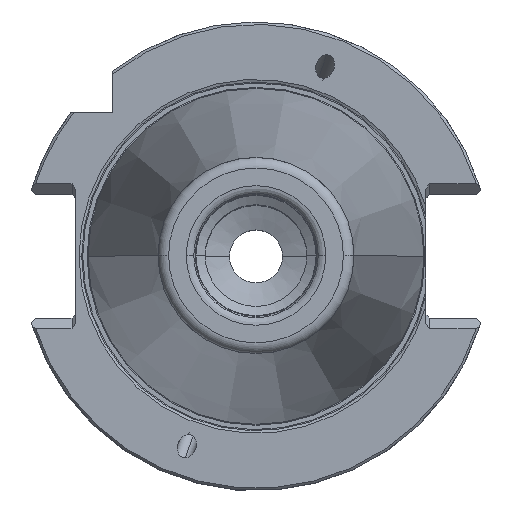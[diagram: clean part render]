
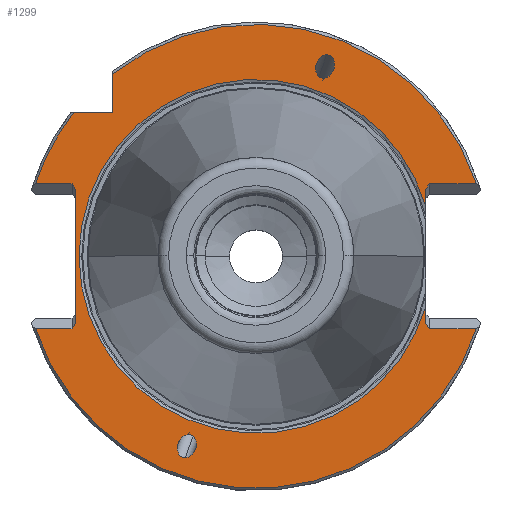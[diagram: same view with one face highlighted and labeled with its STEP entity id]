
A CAD part, top view. The second image highlights one B-rep face of the part: STEP entity #1299.
In plain terms, the highlighted planar face has unit normal (0, 0, 1).
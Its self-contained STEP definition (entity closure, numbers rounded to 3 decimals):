
#945=VERTEX_POINT('NONE',#2708);
#957=VERTEX_POINT('NONE',#2721);
#1113=EDGE_CURVE('NONE',#945,#1173,#2891,.T.);
#1123=EDGE_CURVE('NONE',#1779,#1249,#2903,.T.);
#1125=EDGE_CURVE('NONE',#2023,#945,#2905,.T.);
#1131=EDGE_CURVE('NONE',#2383,#957,#2912,.T.);
#1147=VERTEX_POINT('NONE',#2931);
#1159=EDGE_CURVE('NONE',#2099,#1423,#2943,.T.);
#1173=VERTEX_POINT('NONE',#2959);
#1175=EDGE_CURVE('NONE',#1833,#1771,#2961,.T.);
#1227=EDGE_CURVE('NONE',#1833,#1469,#3017,.T.);
#1249=VERTEX_POINT('NONE',#3041);
#1285=EDGE_CURVE('NONE',#1579,#1771,#3082,.T.);
#1299=ADVANCED_FACE('NONE',(#3098,#3099,#3100),#3101,.F.);
#1381=VERTEX_POINT('NONE',#3197);
#1423=VERTEX_POINT('NONE',#3243);
#1445=EDGE_CURVE('NONE',#1147,#1745,#3268,.T.);
#1469=VERTEX_POINT('NONE',#3298);
#1537=VERTEX_POINT('NONE',#3377);
#1577=EDGE_CURVE('NONE',#1537,#1381,#3422,.T.);
#1579=VERTEX_POINT('NONE',#3424);
#1685=EDGE_CURVE('NONE',#1147,#1423,#3542,.T.);
#1717=EDGE_CURVE('NONE',#1381,#1469,#3581,.T.);
#1745=VERTEX_POINT('NONE',#3612);
#1771=VERTEX_POINT('NONE',#3641);
#1779=VERTEX_POINT('NONE',#3651);
#1783=VERTEX_POINT('NONE',#3655);
#1833=VERTEX_POINT('NONE',#3707);
#1847=EDGE_CURVE('NONE',#2089,#1783,#3721,.T.);
#1947=VERTEX_POINT('NONE',#3832);
#1999=EDGE_CURVE('NONE',#1745,#2383,#3888,.T.);
#2007=EDGE_CURVE('NONE',#1537,#2099,#3896,.T.);
#2023=VERTEX_POINT('NONE',#3913);
#2061=EDGE_CURVE('NONE',#2375,#2153,#3952,.T.);
#2083=EDGE_CURVE('NONE',#1947,#1173,#3975,.T.);
#2089=VERTEX_POINT('NONE',#3982);
#2099=VERTEX_POINT('NONE',#3992);
#2153=VERTEX_POINT('NONE',#4051);
#2175=EDGE_CURVE('NONE',#2153,#957,#4074,.T.);
#2205=EDGE_CURVE('NONE',#2375,#2023,#4106,.T.);
#2375=VERTEX_POINT('NONE',#4299);
#2383=VERTEX_POINT('NONE',#4309);
#2535=EDGE_CURVE('NONE',#1579,#1947,#4478,.T.);
#2605=EDGE_CURVE('NONE',#1249,#1779,#4556,.T.);
#2607=EDGE_CURVE('NONE',#1783,#2089,#4558,.T.);
#2708=CARTESIAN_POINT('',(36.05,-15.05,-1.5));
#2721=CARTESIAN_POINT('',(35.3,10.348,-1.5));
#2891=LINE('',#4946,#4947);
#2903=(B_SPLINE_CURVE(3,(#4963,#4964,#4965,#4966),.UNSPECIFIED.,.F.,.F.)B_SPLINE_CURVE_WITH_KNOTS((4,4),(0.272,3.414),.UNSPECIFIED.)RATIONAL_B_SPLINE_CURVE((1.0,0.333,0.333,1.0))BOUNDED_CURVE()REPRESENTATION_ITEM('')GEOMETRIC_REPRESENTATION_ITEM()CURVE());
#2905=LINE('',#4975,#4976);
#2912=LINE('',#4986,#4987);
#2931=CARTESIAN_POINT('',(45.816,15.05,-1.5));
#2943=LINE('',#5027,#5028);
#2959=CARTESIAN_POINT('',(45.816,-15.05,-1.5));
#2961=LINE('',#5051,#5052);
#3017=LINE('',#5125,#5126);
#3041=CARTESIAN_POINT('',(-14.027,-37.047,-1.5));
#3082=LINE('',#5221,#5222);
#3098=FACE_OUTER_BOUND('',#5280,.T.);
#3099=FACE_BOUND('',#5281,.T.);
#3100=FACE_BOUND('',#5282,.T.);
#3101=PLANE('',#5283);
#3197=CARTESIAN_POINT('',(-45.816,15.05,-1.5));
#3243=CARTESIAN_POINT('',(-29.85,37.876,-1.5));
#3268=LINE('',#5508,#5509);
#3298=CARTESIAN_POINT('',(-38.25,15.05,-1.5));
#3377=CARTESIAN_POINT('',(-37.876,29.85,-1.5));
#3422=CIRCLE('',#5733,48.225);
#3424=CARTESIAN_POINT('',(-38.25,-15.05,-1.5));
#3542=CIRCLE('',#5937,48.225);
#3581=LINE('',#5983,#5984);
#3612=CARTESIAN_POINT('',(36.05,15.05,-1.5));
#3641=CARTESIAN_POINT('',(-37.5,-13.989,-1.5));
#3651=CARTESIAN_POINT('',(-14.702,-41.887,-1.5));
#3655=CARTESIAN_POINT('',(14.027,37.047,-1.5));
#3707=CARTESIAN_POINT('',(-37.5,13.989,-1.5));
#3721=(B_SPLINE_CURVE(3,(#6259,#6260,#6261,#6262),.UNSPECIFIED.,.F.,.F.)B_SPLINE_CURVE_WITH_KNOTS((4,4),(0.272,3.414),.UNSPECIFIED.)RATIONAL_B_SPLINE_CURVE((1.0,0.333,0.333,1.0))BOUNDED_CURVE()REPRESENTATION_ITEM('')GEOMETRIC_REPRESENTATION_ITEM()CURVE());
#3832=CARTESIAN_POINT('',(-45.816,-15.05,-1.5));
#3888=LINE('',#6508,#6509);
#3896=LINE('',#6525,#6526);
#3913=CARTESIAN_POINT('',(35.3,-13.989,-1.5));
#3952=CIRCLE('',#6607,36.786);
#3975=CIRCLE('',#6654,48.225);
#3982=CARTESIAN_POINT('',(14.702,41.887,-1.5));
#3992=CARTESIAN_POINT('',(-29.85,29.85,-1.5));
#4051=CARTESIAN_POINT('',(-36.786,0.,-1.5));
#4074=CIRCLE('',#6826,36.786);
#4106=LINE('',#6888,#6889);
#4299=CARTESIAN_POINT('',(35.3,-10.348,-1.5));
#4309=CARTESIAN_POINT('',(35.3,13.989,-1.5));
#4478=LINE('',#7498,#7499);
#4556=(B_SPLINE_CURVE(3,(#7621,#7622,#7623,#7624),.UNSPECIFIED.,.F.,.F.)B_SPLINE_CURVE_WITH_KNOTS((4,4),(3.414,6.555),.UNSPECIFIED.)RATIONAL_B_SPLINE_CURVE((1.0,0.333,0.333,1.0))BOUNDED_CURVE()REPRESENTATION_ITEM('')GEOMETRIC_REPRESENTATION_ITEM()CURVE());
#4558=(B_SPLINE_CURVE(3,(#7634,#7635,#7636,#7637),.UNSPECIFIED.,.F.,.F.)B_SPLINE_CURVE_WITH_KNOTS((4,4),(3.414,6.555),.UNSPECIFIED.)RATIONAL_B_SPLINE_CURVE((1.0,0.333,0.333,1.0))BOUNDED_CURVE()REPRESENTATION_ITEM('')GEOMETRIC_REPRESENTATION_ITEM()CURVE());
#4946=CARTESIAN_POINT('',(62.5,-15.05,-1.5));
#4947=VECTOR('',#7977,1000.0);
#4963=CARTESIAN_POINT('',(-14.702,-41.887,-1.5));
#4964=CARTESIAN_POINT('',(-10.807,-41.887,-1.5));
#4965=CARTESIAN_POINT('',(-10.132,-37.047,-1.5));
#4966=CARTESIAN_POINT('',(-14.027,-37.047,-1.5));
#4975=CARTESIAN_POINT('',(35.013,-13.583,-1.5));
#4976=VECTOR('',#7989,1000.0);
#4986=CARTESIAN_POINT('',(35.3,0.,-1.5));
#4987=VECTOR('',#7999,1000.0);
#5027=CARTESIAN_POINT('',(-29.85,29.85,-1.5));
#5028=VECTOR('',#8043,1000.0);
#5051=CARTESIAN_POINT('',(-37.5,0.,-1.5));
#5052=VECTOR('',#8067,1000.0);
#5125=CARTESIAN_POINT('',(-29.995,3.376,-1.5));
#5126=VECTOR('',#8138,1000.0);
#5221=CARTESIAN_POINT('',(-29.995,-3.376,-1.5));
#5222=VECTOR('',#8210,1000.0);
#5280=EDGE_LOOP('',(#8227,#8228,#8229,#8230,#8231,#8232,#8233,#8234,#8235,#8236,#8237,#8238,#8239,#8240,#8241,#8242,#8243,#8244));
#5281=EDGE_LOOP('',(#8245,#8246));
#5282=EDGE_LOOP('',(#8247,#8248));
#5283=AXIS2_PLACEMENT_3D('',#8249,#8250,#8251);
#5508=CARTESIAN_POINT('',(62.5,15.05,-1.5));
#5509=VECTOR('',#8454,1000.0);
#5733=AXIS2_PLACEMENT_3D('',#8672,#8673,#8674);
#5937=AXIS2_PLACEMENT_3D('',#8825,#8826,#8827);
#5983=CARTESIAN_POINT('',(-63.9,15.05,-1.5));
#5984=VECTOR('',#8883,1000.0);
#6259=CARTESIAN_POINT('',(14.702,41.887,-1.5));
#6260=CARTESIAN_POINT('',(10.807,41.887,-1.5));
#6261=CARTESIAN_POINT('',(10.132,37.047,-1.5));
#6262=CARTESIAN_POINT('',(14.027,37.047,-1.5));
#6508=CARTESIAN_POINT('',(35.013,13.583,-1.5));
#6509=VECTOR('',#9224,1000.0);
#6525=CARTESIAN_POINT('',(-52.85,29.85,-1.5));
#6526=VECTOR('',#9228,1000.0);
#6607=AXIS2_PLACEMENT_3D('',#9266,#9267,#9268);
#6654=AXIS2_PLACEMENT_3D('',#9280,#9281,#9282);
#6826=AXIS2_PLACEMENT_3D('',#9381,#9382,#9383);
#6888=CARTESIAN_POINT('',(35.3,0.,-1.5));
#6889=VECTOR('',#9410,1000.0);
#7498=CARTESIAN_POINT('',(-63.9,-15.05,-1.5));
#7499=VECTOR('',#9838,1000.0);
#7621=CARTESIAN_POINT('',(-14.027,-37.047,-1.5));
#7622=CARTESIAN_POINT('',(-17.923,-37.047,-1.5));
#7623=CARTESIAN_POINT('',(-18.598,-41.887,-1.5));
#7624=CARTESIAN_POINT('',(-14.702,-41.887,-1.5));
#7634=CARTESIAN_POINT('',(14.027,37.047,-1.5));
#7635=CARTESIAN_POINT('',(17.923,37.047,-1.5));
#7636=CARTESIAN_POINT('',(18.598,41.887,-1.5));
#7637=CARTESIAN_POINT('',(14.702,41.887,-1.5));
#7977=DIRECTION('',(1.0,0.,0.0));
#7989=DIRECTION('',(0.577,-0.816,0.0));
#7999=DIRECTION('',(0.,-1.0,-0.0));
#8043=DIRECTION('',(0.,1.0,0.0));
#8067=DIRECTION('',(0.,-1.0,-0.0));
#8138=DIRECTION('',(-0.577,0.816,0.0));
#8210=DIRECTION('',(0.577,0.816,0.0));
#8227=ORIENTED_EDGE('',*,*,#1445,.F.);
#8228=ORIENTED_EDGE('',*,*,#1685,.T.);
#8229=ORIENTED_EDGE('',*,*,#1159,.F.);
#8230=ORIENTED_EDGE('',*,*,#2007,.F.);
#8231=ORIENTED_EDGE('',*,*,#1577,.T.);
#8232=ORIENTED_EDGE('',*,*,#1717,.T.);
#8233=ORIENTED_EDGE('',*,*,#1227,.F.);
#8234=ORIENTED_EDGE('',*,*,#1175,.T.);
#8235=ORIENTED_EDGE('',*,*,#1285,.F.);
#8236=ORIENTED_EDGE('',*,*,#2535,.T.);
#8237=ORIENTED_EDGE('',*,*,#2083,.T.);
#8238=ORIENTED_EDGE('',*,*,#1113,.F.);
#8239=ORIENTED_EDGE('',*,*,#1125,.F.);
#8240=ORIENTED_EDGE('',*,*,#2205,.F.);
#8241=ORIENTED_EDGE('',*,*,#2061,.T.);
#8242=ORIENTED_EDGE('',*,*,#2175,.T.);
#8243=ORIENTED_EDGE('',*,*,#1131,.F.);
#8244=ORIENTED_EDGE('',*,*,#1999,.F.);
#8245=ORIENTED_EDGE('',*,*,#1123,.F.);
#8246=ORIENTED_EDGE('',*,*,#2605,.F.);
#8247=ORIENTED_EDGE('',*,*,#1847,.F.);
#8248=ORIENTED_EDGE('',*,*,#2607,.F.);
#8249=CARTESIAN_POINT('',(0.,-50.0,-1.5));
#8250=DIRECTION('',(0.0,0.0,-1.0));
#8251=DIRECTION('',(-1.0,0.0,0.0));
#8454=DIRECTION('',(-1.0,0.,0.0));
#8672=CARTESIAN_POINT('',(0.0,0.0,-1.5));
#8673=DIRECTION('',(0.0,0.0,1.0));
#8674=DIRECTION('',(1.0,0.,-0.0));
#8825=CARTESIAN_POINT('',(0.0,0.0,-1.5));
#8826=DIRECTION('',(0.0,-0.0,1.0));
#8827=DIRECTION('',(1.0,0.,0.0));
#8883=DIRECTION('',(1.0,0.,0.0));
#9224=DIRECTION('',(-0.577,-0.816,0.0));
#9228=DIRECTION('',(1.0,0.,0.0));
#9266=CARTESIAN_POINT('',(0.0,0.0,-1.5));
#9267=DIRECTION('',(0.0,0.0,-1.0));
#9268=DIRECTION('',(1.0,0.,0.0));
#9280=CARTESIAN_POINT('',(0.0,0.0,-1.5));
#9281=DIRECTION('',(0.0,-0.0,1.0));
#9282=DIRECTION('',(1.0,0.,0.0));
#9381=CARTESIAN_POINT('',(0.0,0.0,-1.5));
#9382=DIRECTION('',(0.0,0.0,-1.0));
#9383=DIRECTION('',(1.0,0.,0.0));
#9410=DIRECTION('',(0.,-1.0,-0.0));
#9838=DIRECTION('',(-1.0,0.,0.0));
